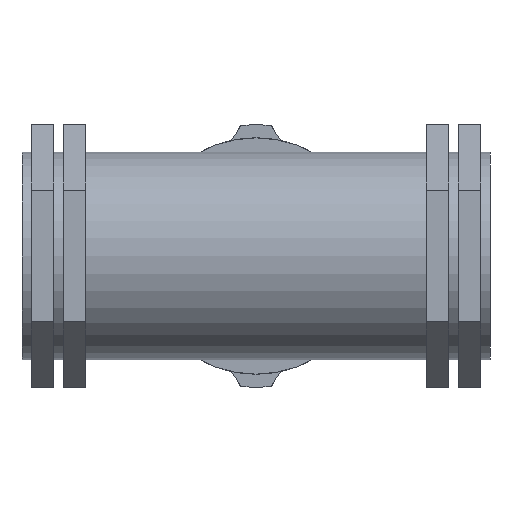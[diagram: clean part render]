
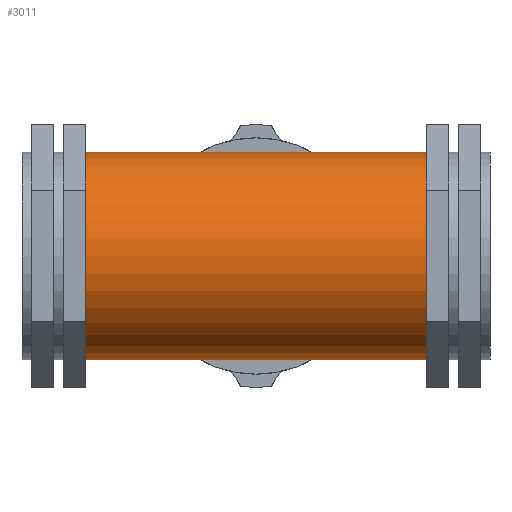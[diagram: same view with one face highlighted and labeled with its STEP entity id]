
A CAD part, front view. The second image highlights one B-rep face of the part: STEP entity #3011.
In plain terms, the highlighted cylindrical face has radius 18.175 mm (diameter 36.349 mm), a full revolution.
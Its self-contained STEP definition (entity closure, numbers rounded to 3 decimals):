
#29=B_SPLINE_CURVE_WITH_KNOTS('',3,(#4638,#4639,#4640,#4641,#4642,#4643,
#4644,#4645,#4646,#4647,#4648,#4649,#4650,#4651,#4652,#4653,#4654,#4655,
#4656,#4657,#4658,#4659,#4660),.UNSPECIFIED.,.T.,.F.,(4,1,1,1,1,1,1,1,1,
1,1,1,1,1,1,1,1,1,1,1,4),(-4.411,-4.096,-3.781,
-3.15,-2.52,-2.205,-1.89,
-1.47,-0.63,-0.21,0.,
0.21,0.63,1.26,1.89,2.205,
2.52,3.15,3.781,4.096,4.411),
 .UNSPECIFIED.);
#138=CYLINDRICAL_SURFACE('',#3223,18.175);
#196=FACE_BOUND('',#581,.T.);
#197=FACE_BOUND('',#582,.T.);
#259=CIRCLE('',#3224,18.175);
#260=CIRCLE('',#3225,18.175);
#394=FACE_OUTER_BOUND('',#580,.T.);
#580=EDGE_LOOP('',(#2159));
#581=EDGE_LOOP('',(#2160));
#582=EDGE_LOOP('',(#2161));
#1325=VERTEX_POINT('',#4636);
#1327=VERTEX_POINT('',#4688);
#1328=VERTEX_POINT('',#4690);
#1653=EDGE_CURVE('',#1325,#1325,#29,.T.);
#1656=EDGE_CURVE('',#1327,#1327,#259,.T.);
#1657=EDGE_CURVE('',#1328,#1328,#260,.T.);
#2159=ORIENTED_EDGE('',*,*,#1656,.T.);
#2160=ORIENTED_EDGE('',*,*,#1657,.F.);
#2161=ORIENTED_EDGE('',*,*,#1653,.F.);
#3011=ADVANCED_FACE('',(#394,#196,#197),#138,.T.);
#3223=AXIS2_PLACEMENT_3D('',#4687,#3661,#3662);
#3224=AXIS2_PLACEMENT_3D('',#4689,#3663,#3664);
#3225=AXIS2_PLACEMENT_3D('',#4691,#3665,#3666);
#3661=DIRECTION('center_axis',(1.,0.,0.));
#3662=DIRECTION('ref_axis',(0.,1.,0.));
#3663=DIRECTION('center_axis',(1.,0.,0.));
#3664=DIRECTION('ref_axis',(0.,0.,-1.));
#3665=DIRECTION('center_axis',(1.,0.,0.));
#3666=DIRECTION('ref_axis',(0.,0.,-1.));
#4636=CARTESIAN_POINT('',(0.,11.576,-14.011));
#4638=CARTESIAN_POINT('Ctrl Pts',(0.,11.576,
-14.011));
#4639=CARTESIAN_POINT('Ctrl Pts',(-1.158,11.576,-14.011));
#4640=CARTESIAN_POINT('Ctrl Pts',(-3.475,11.909,-13.746));
#4641=CARTESIAN_POINT('Ctrl Pts',(-7.578,13.475,-12.3));
#4642=CARTESIAN_POINT('Ctrl Pts',(-11.711,16.005,-9.191));
#4643=CARTESIAN_POINT('Ctrl Pts',(-14.304,17.865,-4.424));
#4644=CARTESIAN_POINT('Ctrl Pts',(-14.857,18.279,0.002));
#4645=CARTESIAN_POINT('Ctrl Pts',(-14.403,17.932,3.68));
#4646=CARTESIAN_POINT('Ctrl Pts',(-12.203,16.379,8.644));
#4647=CARTESIAN_POINT('Ctrl Pts',(-7.993,13.564,12.293));
#4648=CARTESIAN_POINT('Ctrl Pts',(-3.103,11.792,13.834));
#4649=CARTESIAN_POINT('Ctrl Pts',(0.001,11.504,
14.069));
#4650=CARTESIAN_POINT('Ctrl Pts',(3.097,11.793,13.835));
#4651=CARTESIAN_POINT('Ctrl Pts',(7.311,13.306,12.508));
#4652=CARTESIAN_POINT('Ctrl Pts',(11.707,16.005,9.19));
#4653=CARTESIAN_POINT('Ctrl Pts',(14.304,17.865,4.424));
#4654=CARTESIAN_POINT('Ctrl Pts',(14.859,18.279,-0.001));
#4655=CARTESIAN_POINT('Ctrl Pts',(14.302,17.865,-4.426));
#4656=CARTESIAN_POINT('Ctrl Pts',(11.712,16.004,-9.193));
#4657=CARTESIAN_POINT('Ctrl Pts',(7.576,13.475,-12.299));
#4658=CARTESIAN_POINT('Ctrl Pts',(3.475,11.909,-13.746));
#4659=CARTESIAN_POINT('Ctrl Pts',(1.158,11.576,-14.011));
#4660=CARTESIAN_POINT('Ctrl Pts',(0.,11.576,
-14.011));
#4687=CARTESIAN_POINT('Origin',(-14.9,0.,0.));
#4688=CARTESIAN_POINT('',(-29.8,18.175,0.));
#4689=CARTESIAN_POINT('Origin',(-29.8,0.,0.));
#4690=CARTESIAN_POINT('',(29.8,18.175,0.));
#4691=CARTESIAN_POINT('Origin',(29.8,0.,0.));
